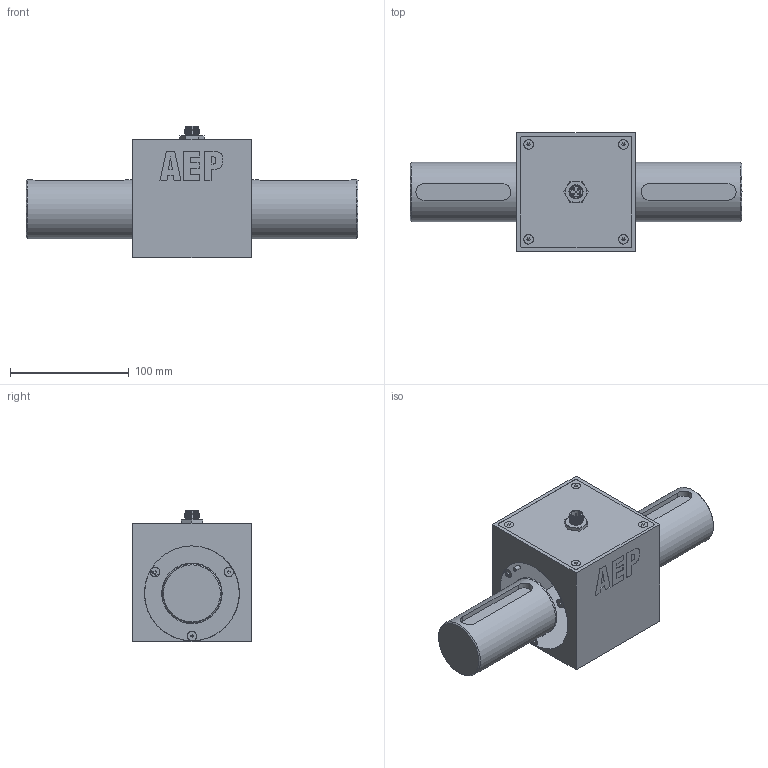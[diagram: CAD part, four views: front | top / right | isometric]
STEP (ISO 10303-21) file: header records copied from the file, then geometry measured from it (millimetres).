
FILE_DESCRIPTION(('STEP AP214'),'1');
FILE_NAME('RT2-RT2A 1000-3000-5000 Nm.stp','2015-05-18T15:11:04',(' '),(' '),'Spatial InterOp 3D',' ',' ');
FILE_SCHEMA(('automotive_design'));
Length unit declared in the file: metre
Products named in the file (1): RT2 big housing
Bounding box: 280 x 100 x 111.11 mm (x, y, z)
Volume: 1340289.7 mm3; surface area: 104814.3 mm2
Topology: 1 solids, 17 shells, 332 faces, 946 edges, 659 vertices
Faces by surface type: plane 178, cylinder 73, cone 54, torus 24, extrusion 3
Full cylindrical faces by diameter (mm): 0.203 x2, 1.35 x5, 1.906 x1, 3.3 x12, 3.813 x7, 4.5 x7, 8 x7, 10.4 x1, 10.77 x1, 10.871 x2, 14.326 x1, 50 x2, 51 x2, 80 x2
Entity records: 13192 total; most frequent: CARTESIAN_POINT 2636, DIRECTION 1612, ORIENTED_EDGE 1536, EDGE_CURVE 768, AXIS2_PLACEMENT_3D 641, VERTEX_POINT 615, EDGE_LOOP 471, STYLED_ITEM 330
